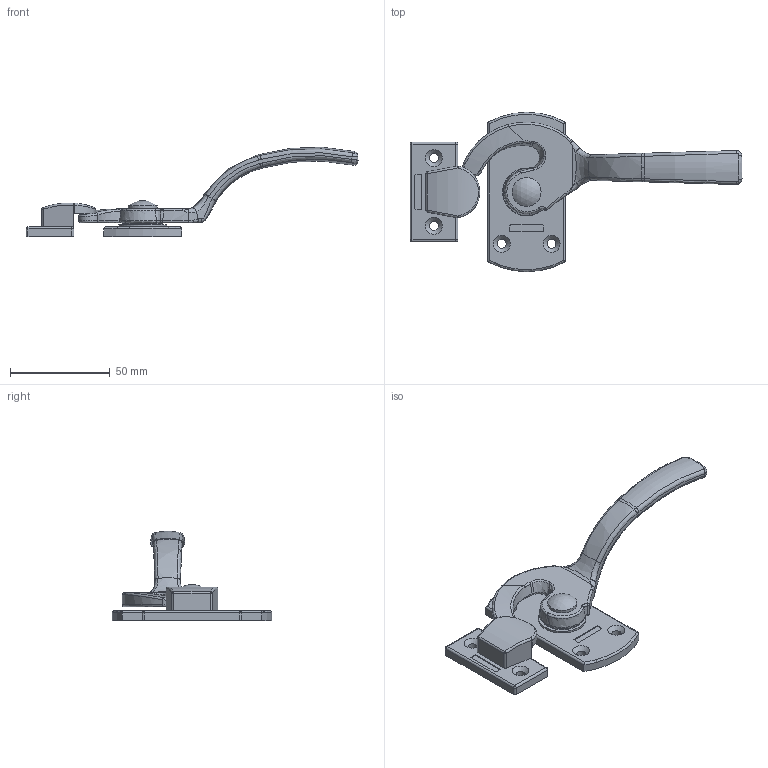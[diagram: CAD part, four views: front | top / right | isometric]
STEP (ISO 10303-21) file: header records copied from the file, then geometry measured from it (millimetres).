
FILE_DESCRIPTION(/* description */ (''),/* implementation_level */ '2;1');
FILE_NAME(/* name */ 'D-114-2.stp',/* time_stamp */ '2023-03-21T16:33:03+09:00',/* author */ ('user'),/* organization */ (''),/* preprocessor_version */ 'ST-DEVELOPER v15.6',/* originating_system */ 'Autodesk Inventor 2015',/* authorisation */ '');
FILE_SCHEMA (('AUTOMOTIVE_DESIGN { 1 0 10303 214 3 1 1 }'));
Length unit declared in the file: millimetre
Products named in the file (8): 베이스; 와샤; 키퍼; 스프링와샤; 와샤_하단; SHOUBING; 핀; D-114-2
Bounding box: 166.5 x 80 x 44.93 mm (x, y, z)
Volume: 36009.2 mm3; surface area: 23760.8 mm2
Topology: 7 solids, 7 shells, 258 faces, 609 edges, 369 vertices
Faces by surface type: bspline 85, cylinder 73, plane 69, torus 11, sphere 11, cone 9
Full cylindrical faces by diameter (mm): 4.5 x6, 7 x1, 10 x1, 10.2 x5, 11 x1, 14.5 x1, 20 x3, 21 x1, 23.5 x1, 24 x1
Entity records: 14384 total; most frequent: CARTESIAN_POINT 8781, ORIENTED_EDGE 1144, DIRECTION 1046, EDGE_CURVE 572, AXIS2_PLACEMENT_3D 422, VERTEX_POINT 366, EDGE_LOOP 318, FACE_OUTER_BOUND 258
